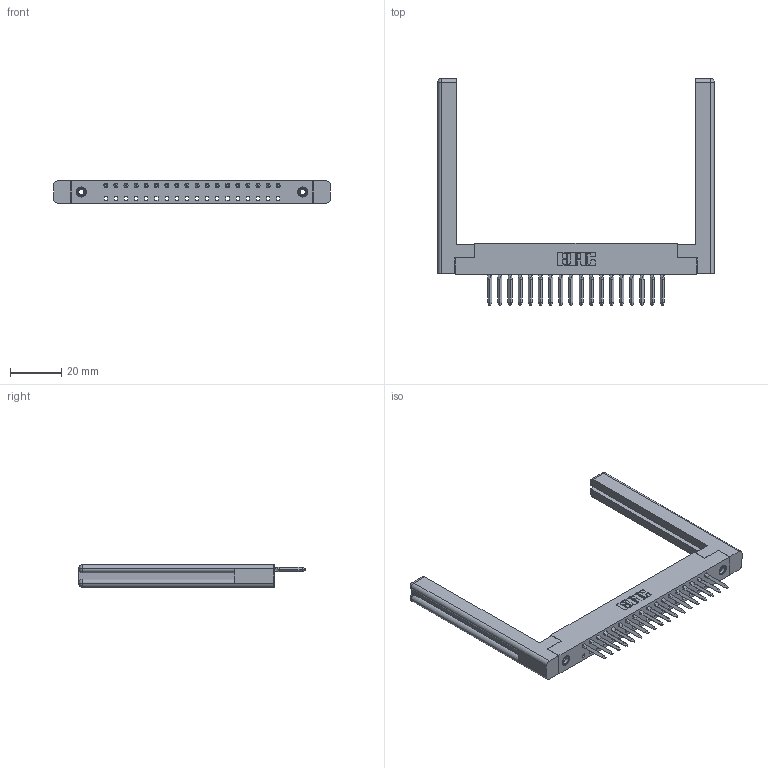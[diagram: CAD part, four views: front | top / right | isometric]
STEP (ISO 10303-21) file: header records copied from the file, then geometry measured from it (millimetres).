
FILE_DESCRIPTION (( 'STEP AP203' ), '1' );
FILE_NAME ('338-018-540-178.STEP', '2020-03-24T17:17:30', ( '' ), ( '' ), 'SwSTEP 2.0', 'SolidWorks 2016', '' );
FILE_SCHEMA (( 'CONFIG_CONTROL_DESIGN' ));
Length unit declared in the file: inch
Products named in the file (5): 307-220-058; 338-290-001_540; 338-210-001_338-210-018-004; 338-018-540-178; 345-250-001_345-250-001-102
Assembly tree (23 placements, depth 2):
  338-018-540-178
    338-210-001_338-210-018-004
    338-290-001_540  x18
    345-250-001_345-250-001-102  x2
    307-220-058  x2
Bounding box: 107.95 x 88.52 x 8.71 mm (x, y, z)
Volume: 15015 mm3; surface area: 16576.9 mm2
Topology: 23 solids, 23 shells, 1910 faces, 5231 edges, 3342 vertices
Faces by surface type: plane 1304, cylinder 510, bspline 72, cone 12, torus 12
Entity records: 39685 total; most frequent: CARTESIAN_POINT 7937, ORIENTED_EDGE 6642, DIRECTION 6220, EDGE_CURVE 3321, LINE 2454, VECTOR 2454, VERTEX_POINT 2154, AXIS2_PLACEMENT_3D 1883
